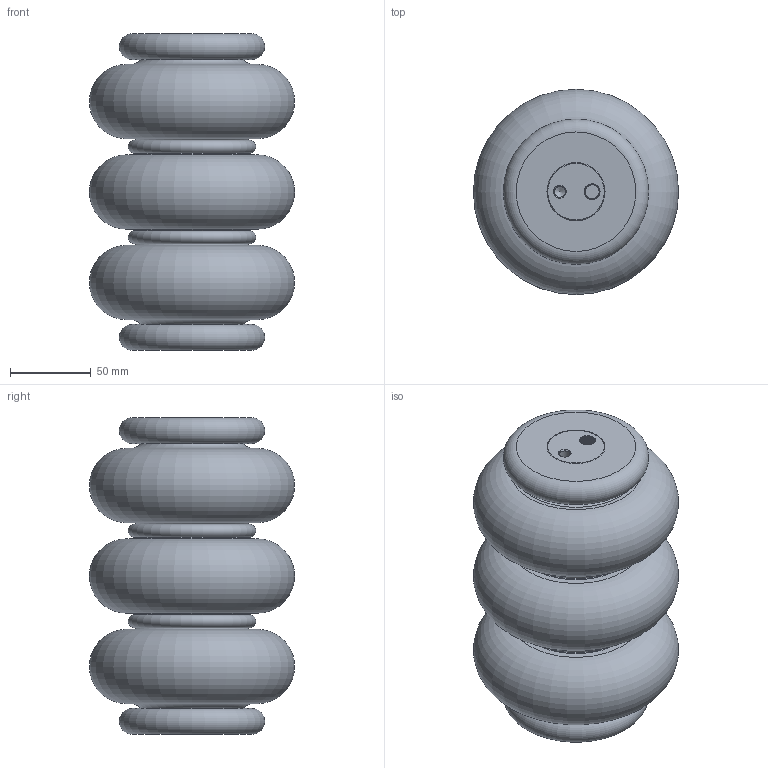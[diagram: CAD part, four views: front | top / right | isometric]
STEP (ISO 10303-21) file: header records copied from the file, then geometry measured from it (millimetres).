
FILE_DESCRIPTION(/* description */ (''),/* implementation_level */ '2;1');
FILE_NAME(/* name */ '6W-5x3-01.stp',/* time_stamp */ '2021-06-07T07:33:31+02:00',/* author */ (''),/* organization */ (''),/* preprocessor_version */ 'ST-DEVELOPER v18.1',/* originating_system */ 'SIEMENS PLM Software NX 1965',/* authorisation */ '');
FILE_SCHEMA (('AP203_CONFIGURATION_CONTROLLED_3D_DESIGN_OF_MECHANICAL_PARTS_AND_ASSEMBLIES_MIM_LF { 1 0 10303 403 2 1 2}'));
Length unit declared in the file: millimetre
Products named in the file (1): hoff22A0F03Dbetm
Bounding box: 126.98 x 126.98 x 196 mm (x, y, z)
Volume: 555145.3 mm3; surface area: 273794.9 mm2
Topology: 9 solids, 11 shells, 89 faces, 164 edges, 99 vertices
Faces by surface type: torus 38, plane 24, cone 14, cylinder 11, bspline 2
Full cylindrical faces by diameter (mm): 6.8 x3, 36 x4, 40 x2
Entity records: 6686 total; most frequent: CARTESIAN_POINT 5051, DIRECTION 338, ORIENTED_EDGE 178, AXIS2_PLACEMENT_3D 169, FACE_BOUND 160, EDGE_LOOP 158, VERTEX_POINT 92, EDGE_CURVE 89
